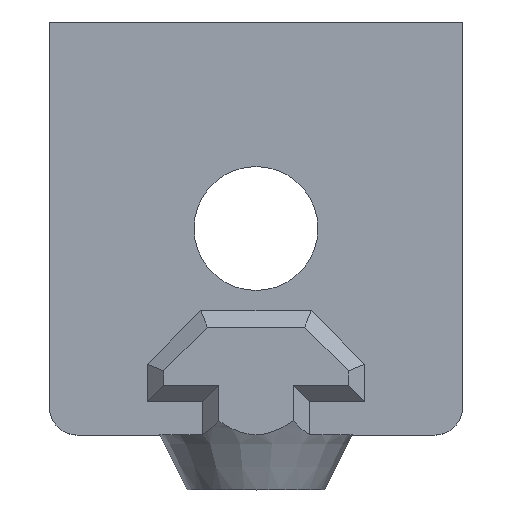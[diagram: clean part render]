
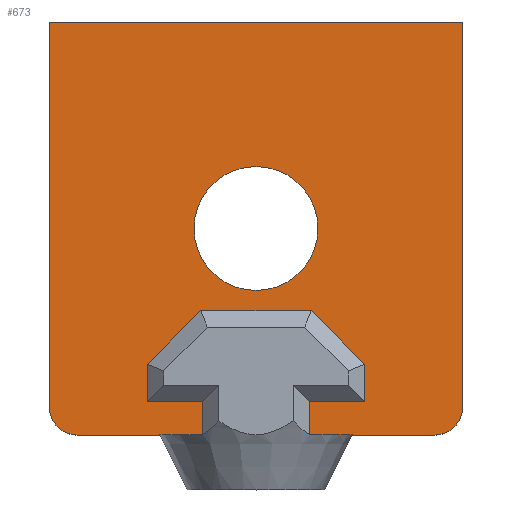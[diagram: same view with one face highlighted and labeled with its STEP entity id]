
A CAD part, top view. The second image highlights one B-rep face of the part: STEP entity #673.
In plain terms, the highlighted planar face has unit normal (0, 0, 1).
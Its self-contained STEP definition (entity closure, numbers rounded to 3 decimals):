
#23=FACE_BOUND('',#131,.T.);
#51=PLANE('',#744);
#91=FACE_OUTER_BOUND('',#130,.T.);
#130=EDGE_LOOP('',(#613,#614,#615,#616,#617,#618,#619,#620,#621,#622,#623,
#624,#625,#626,#627,#628));
#131=EDGE_LOOP('',(#629));
#169=LINE('',#1061,#238);
#173=LINE('',#1068,#242);
#175=LINE('',#1072,#244);
#177=LINE('',#1076,#246);
#179=LINE('',#1080,#248);
#181=LINE('',#1084,#250);
#183=LINE('',#1088,#252);
#185=LINE('',#1092,#254);
#188=LINE('',#1098,#257);
#191=LINE('',#1121,#260);
#192=LINE('',#1123,#261);
#196=LINE('',#1133,#265);
#198=LINE('',#1137,#267);
#200=LINE('',#1141,#269);
#238=VECTOR('',#844,10.);
#242=VECTOR('',#850,10.);
#244=VECTOR('',#854,10.);
#246=VECTOR('',#858,10.);
#248=VECTOR('',#862,10.);
#250=VECTOR('',#866,10.);
#252=VECTOR('',#870,10.);
#254=VECTOR('',#874,10.);
#257=VECTOR('',#879,10.);
#260=VECTOR('',#902,10.);
#261=VECTOR('',#903,10.);
#265=VECTOR('',#915,10.);
#267=VECTOR('',#919,10.);
#269=VECTOR('',#923,10.);
#282=CIRCLE('',#706,4.5);
#288=CIRCLE('',#738,2.);
#289=CIRCLE('',#743,2.);
#304=VERTEX_POINT('',#989);
#327=VERTEX_POINT('',#1058);
#328=VERTEX_POINT('',#1060);
#330=VERTEX_POINT('',#1066);
#331=VERTEX_POINT('',#1070);
#332=VERTEX_POINT('',#1074);
#333=VERTEX_POINT('',#1078);
#334=VERTEX_POINT('',#1082);
#335=VERTEX_POINT('',#1086);
#336=VERTEX_POINT('',#1090);
#338=VERTEX_POINT('',#1096);
#342=VERTEX_POINT('',#1119);
#343=VERTEX_POINT('',#1122);
#344=VERTEX_POINT('',#1127);
#345=VERTEX_POINT('',#1131);
#346=VERTEX_POINT('',#1135);
#347=VERTEX_POINT('',#1139);
#369=EDGE_CURVE('',#304,#304,#282,.T.);
#401=EDGE_CURVE('',#328,#327,#169,.T.);
#405=EDGE_CURVE('',#327,#330,#173,.T.);
#407=EDGE_CURVE('',#330,#331,#175,.T.);
#409=EDGE_CURVE('',#331,#332,#177,.T.);
#411=EDGE_CURVE('',#332,#333,#179,.T.);
#413=EDGE_CURVE('',#333,#334,#181,.T.);
#415=EDGE_CURVE('',#334,#335,#183,.T.);
#417=EDGE_CURVE('',#335,#336,#185,.T.);
#420=EDGE_CURVE('',#336,#338,#188,.T.);
#430=EDGE_CURVE('',#342,#338,#191,.T.);
#431=EDGE_CURVE('',#328,#343,#192,.T.);
#434=EDGE_CURVE('',#342,#344,#288,.T.);
#436=EDGE_CURVE('',#344,#345,#196,.T.);
#438=EDGE_CURVE('',#346,#345,#198,.T.);
#440=EDGE_CURVE('',#347,#346,#200,.T.);
#441=EDGE_CURVE('',#347,#343,#289,.T.);
#613=ORIENTED_EDGE('',*,*,#420,.T.);
#614=ORIENTED_EDGE('',*,*,#430,.F.);
#615=ORIENTED_EDGE('',*,*,#434,.T.);
#616=ORIENTED_EDGE('',*,*,#436,.T.);
#617=ORIENTED_EDGE('',*,*,#438,.F.);
#618=ORIENTED_EDGE('',*,*,#440,.F.);
#619=ORIENTED_EDGE('',*,*,#441,.T.);
#620=ORIENTED_EDGE('',*,*,#431,.F.);
#621=ORIENTED_EDGE('',*,*,#401,.T.);
#622=ORIENTED_EDGE('',*,*,#405,.T.);
#623=ORIENTED_EDGE('',*,*,#407,.T.);
#624=ORIENTED_EDGE('',*,*,#409,.T.);
#625=ORIENTED_EDGE('',*,*,#411,.T.);
#626=ORIENTED_EDGE('',*,*,#413,.T.);
#627=ORIENTED_EDGE('',*,*,#415,.T.);
#628=ORIENTED_EDGE('',*,*,#417,.T.);
#629=ORIENTED_EDGE('',*,*,#369,.T.);
#673=ADVANCED_FACE('',(#91,#23),#51,.T.);
#706=AXIS2_PLACEMENT_3D('',#991,#792,#793);
#738=AXIS2_PLACEMENT_3D('',#1129,#910,#911);
#743=AXIS2_PLACEMENT_3D('',#1143,#926,#927);
#744=AXIS2_PLACEMENT_3D('',#1144,#928,#929);
#792=DIRECTION('center_axis',(0.,0.,-1.));
#793=DIRECTION('ref_axis',(-1.,0.,0.));
#844=DIRECTION('',(0.,1.,0.));
#850=DIRECTION('',(-1.,0.,0.));
#854=DIRECTION('',(0.,1.,0.));
#858=DIRECTION('',(0.707,0.707,0.));
#862=DIRECTION('',(1.,0.,0.));
#866=DIRECTION('',(0.707,-0.707,0.));
#870=DIRECTION('',(0.,-1.,0.));
#874=DIRECTION('',(-1.,0.,0.));
#879=DIRECTION('',(0.,-1.,0.));
#902=DIRECTION('',(-1.,0.,0.));
#903=DIRECTION('',(-1.,0.,0.));
#910=DIRECTION('center_axis',(0.,0.,1.));
#911=DIRECTION('ref_axis',(0.,-1.,0.));
#915=DIRECTION('',(0.,1.,0.));
#919=DIRECTION('',(1.,0.,0.));
#923=DIRECTION('',(0.,1.,0.));
#926=DIRECTION('center_axis',(0.,0.,1.));
#927=DIRECTION('ref_axis',(-1.,0.,0.));
#928=DIRECTION('center_axis',(0.,0.,1.));
#929=DIRECTION('ref_axis',(1.,0.,0.));
#989=CARTESIAN_POINT('',(4.5,0.,0.));
#991=CARTESIAN_POINT('Origin',(0.,0.,0.));
#1058=CARTESIAN_POINT('',(-3.9,-12.6,0.));
#1060=CARTESIAN_POINT('',(-3.9,-15.,0.));
#1061=CARTESIAN_POINT('',(-3.9,-6.3,0.));
#1066=CARTESIAN_POINT('',(-7.9,-12.6,0.));
#1068=CARTESIAN_POINT('',(-3.95,-12.6,0.));
#1070=CARTESIAN_POINT('',(-7.9,-9.88,0.));
#1072=CARTESIAN_POINT('',(-7.9,-4.94,0.));
#1074=CARTESIAN_POINT('',(-4.02,-6.,0.));
#1076=CARTESIAN_POINT('',(-1.515,-3.495,0.));
#1078=CARTESIAN_POINT('',(4.02,-6.,0.));
#1080=CARTESIAN_POINT('',(2.01,-6.,0.));
#1082=CARTESIAN_POINT('',(7.9,-9.88,0.));
#1084=CARTESIAN_POINT('',(3.455,-5.435,0.));
#1086=CARTESIAN_POINT('',(7.9,-12.6,0.));
#1088=CARTESIAN_POINT('',(7.9,-6.3,0.));
#1090=CARTESIAN_POINT('',(3.9,-12.6,0.));
#1092=CARTESIAN_POINT('',(1.95,-12.6,0.));
#1096=CARTESIAN_POINT('',(3.9,-15.,0.));
#1098=CARTESIAN_POINT('',(3.9,-7.5,0.));
#1119=CARTESIAN_POINT('',(13.,-15.,0.));
#1121=CARTESIAN_POINT('',(0.,-15.,0.));
#1122=CARTESIAN_POINT('',(-13.,-15.,0.));
#1123=CARTESIAN_POINT('',(0.,-15.,0.));
#1127=CARTESIAN_POINT('',(15.,-13.,0.));
#1129=CARTESIAN_POINT('Origin',(13.,-13.,0.));
#1131=CARTESIAN_POINT('',(15.,15.,0.));
#1133=CARTESIAN_POINT('',(15.,-13.,0.));
#1135=CARTESIAN_POINT('',(-15.,15.,0.));
#1137=CARTESIAN_POINT('',(-15.,15.,0.));
#1139=CARTESIAN_POINT('',(-15.,-13.,0.));
#1141=CARTESIAN_POINT('',(-15.,0.,0.));
#1143=CARTESIAN_POINT('Origin',(-13.,-13.,0.));
#1144=CARTESIAN_POINT('Origin',(0.,0.,
0.));
